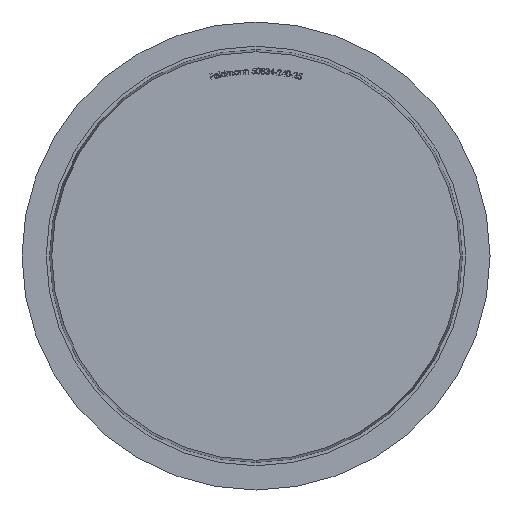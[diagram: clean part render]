
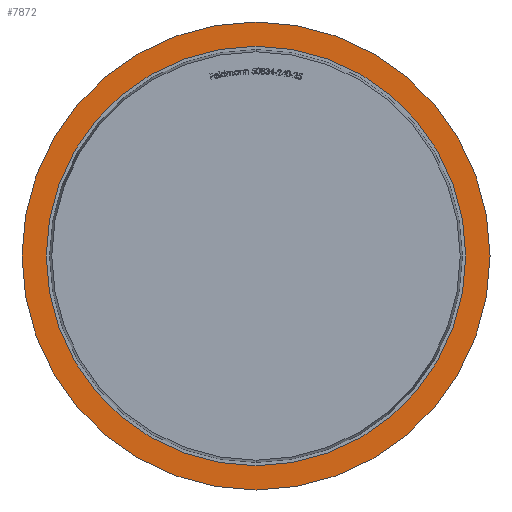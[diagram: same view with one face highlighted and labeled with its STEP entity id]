
A CAD part, front view. The second image highlights one B-rep face of the part: STEP entity #7872.
In plain terms, the highlighted planar face has unit normal (0, -1, 0).
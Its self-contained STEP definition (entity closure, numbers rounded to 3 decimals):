
#1041 = CIRCLE ( 'NONE', #14965, 21.2 ) ;
#1753 = CARTESIAN_POINT ( 'NONE',  ( 0., 4.5, 0. ) ) ;
#2185 = DIRECTION ( 'NONE',  ( 0., -1., 0. ) ) ;
#2359 = EDGE_CURVE ( 'NONE', #15151, #3019, #5017, .T. ) ;
#2505 = FACE_BOUND ( 'NONE', #3058, .T. ) ;
#3019 = VERTEX_POINT ( 'NONE', #8950 ) ;
#3058 = EDGE_LOOP ( 'NONE', ( #5265, #3505 ) ) ;
#3077 = CARTESIAN_POINT ( 'NONE',  ( 0., 4.5, 0. ) ) ;
#3477 = CIRCLE ( 'NONE', #3836, 18.7 ) ;
#3505 = ORIENTED_EDGE ( 'NONE', *, *, #6923, .T. ) ;
#3528 = DIRECTION ( 'NONE',  ( 0., 0., 1. ) ) ;
#3836 = AXIS2_PLACEMENT_3D ( 'NONE', #4579, #12994, #9467 ) ;
#4345 = CARTESIAN_POINT ( 'NONE',  ( 0., 4.5, 21.2 ) ) ;
#4579 = CARTESIAN_POINT ( 'NONE',  ( 0., 4.5, 0. ) ) ;
#5017 = CIRCLE ( 'NONE', #12708, 18.7 ) ;
#5265 = ORIENTED_EDGE ( 'NONE', *, *, #2359, .T. ) ;
#5368 = AXIS2_PLACEMENT_3D ( 'NONE', #13039, #2185, #5689 ) ;
#5686 = VERTEX_POINT ( 'NONE', #4345 ) ;
#5689 = DIRECTION ( 'NONE',  ( 0., 0., -1. ) ) ;
#6628 = DIRECTION ( 'NONE',  ( 0., 0., 1. ) ) ;
#6923 = EDGE_CURVE ( 'NONE', #3019, #15151, #3477, .T. ) ;
#6980 = PLANE ( 'NONE',  #5368 ) ;
#7757 = CARTESIAN_POINT ( 'NONE',  ( 0., 4.5, -21.2 ) ) ;
#7872 = ADVANCED_FACE ( 'NONE', ( #2505, #15367 ), #6980, .T. ) ;
#8194 = DIRECTION ( 'NONE',  ( 0., 1., 0. ) ) ;
#8950 = CARTESIAN_POINT ( 'NONE',  ( 0., 4.5, 18.7 ) ) ;
#9467 = DIRECTION ( 'NONE',  ( 0., 0., 1. ) ) ;
#9712 = CARTESIAN_POINT ( 'NONE',  ( 0., 4.5, -18.7 ) ) ;
#10679 = EDGE_LOOP ( 'NONE', ( #13090, #13309 ) ) ;
#10915 = EDGE_CURVE ( 'NONE', #10969, #5686, #12796, .T. ) ;
#10969 = VERTEX_POINT ( 'NONE', #7757 ) ;
#11077 = EDGE_CURVE ( 'NONE', #5686, #10969, #1041, .T. ) ;
#11539 = DIRECTION ( 'NONE',  ( 0., 1., 0. ) ) ;
#11939 = CARTESIAN_POINT ( 'NONE',  ( 0., 4.5, 0. ) ) ;
#12708 = AXIS2_PLACEMENT_3D ( 'NONE', #1753, #13956, #6628 ) ;
#12722 = DIRECTION ( 'NONE',  ( 0., 0., 1. ) ) ;
#12796 = CIRCLE ( 'NONE', #14164, 21.2 ) ;
#12994 = DIRECTION ( 'NONE',  ( 0., 1., 0. ) ) ;
#13039 = CARTESIAN_POINT ( 'NONE',  ( 0., 4.5, 0. ) ) ;
#13090 = ORIENTED_EDGE ( 'NONE', *, *, #11077, .F. ) ;
#13309 = ORIENTED_EDGE ( 'NONE', *, *, #10915, .F. ) ;
#13956 = DIRECTION ( 'NONE',  ( 0., 1., 0. ) ) ;
#14164 = AXIS2_PLACEMENT_3D ( 'NONE', #3077, #11539, #12722 ) ;
#14965 = AXIS2_PLACEMENT_3D ( 'NONE', #11939, #8194, #3528 ) ;
#15151 = VERTEX_POINT ( 'NONE', #9712 ) ;
#15367 = FACE_OUTER_BOUND ( 'NONE', #10679, .T. ) ;
